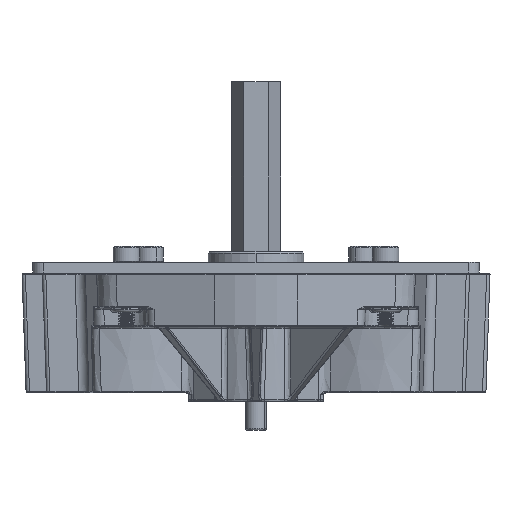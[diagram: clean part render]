
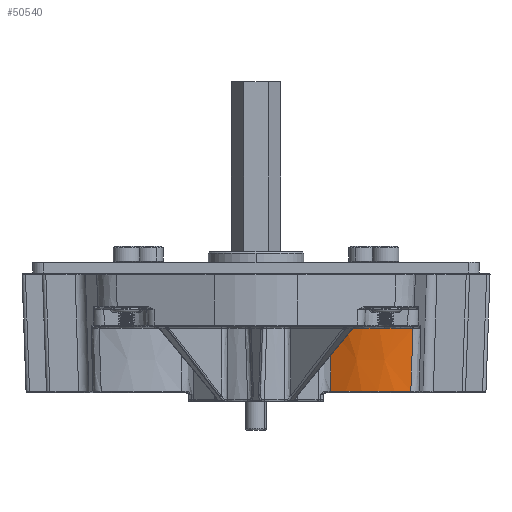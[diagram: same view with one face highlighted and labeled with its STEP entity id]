
A CAD part, front view. The second image highlights one B-rep face of the part: STEP entity #50540.
In plain terms, the highlighted conical face has half-angle 2 degrees and reference radius 34.76 mm.
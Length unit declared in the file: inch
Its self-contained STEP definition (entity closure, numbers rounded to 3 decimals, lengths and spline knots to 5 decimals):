
#1254 = CARTESIAN_POINT ( 'NONE',  ( 1.525, 1.10905, 0.0193 ) ) ;
#2164 = CARTESIAN_POINT ( 'NONE',  ( 1.82179, -0.2004, 0.0193 ) ) ;
#2445 = EDGE_CURVE ( 'NONE', #31816, #59995, #45250, .T. ) ;
#3054 = CARTESIAN_POINT ( 'NONE',  ( 1.525, 1.10905, 0.7587 ) ) ;
#3826 = VERTEX_POINT ( 'NONE', #34274 ) ;
#12439 = CARTESIAN_POINT ( 'NONE',  ( 0.8831, -0.09955, 0.7587 ) ) ;
#12722 = CARTESIAN_POINT ( 'NONE',  ( 1.83835, -0.21415, 0.5097 ) ) ;
#14100 = EDGE_CURVE ( 'NONE', #3826, #31816, #31024, .T. ) ;
#14437 = AXIS2_PLACEMENT_3D ( 'NONE', #1254, #18559, #28794 ) ;
#17001 = EDGE_CURVE ( 'NONE', #39430, #59995, #46929, .T. ) ;
#18559 = DIRECTION ( 'NONE',  ( 0., 0., -1. ) ) ;
#18806 = CARTESIAN_POINT ( 'NONE',  ( 0.8809, -0.07876, 0.26361 ) ) ;
#19250 = ORIENTED_EDGE ( 'NONE', *, *, #14100, .T. ) ;
#19532 = EDGE_CURVE ( 'NONE', #39430, #3826, #66906, .T. ) ;
#20206 = CARTESIAN_POINT ( 'NONE',  ( 1.525, 1.10905, 0.7587 ) ) ;
#25120 = CARTESIAN_POINT ( 'NONE',  ( 1.84675, -0.22107, 0.7587 ) ) ;
#28794 = DIRECTION ( 'NONE',  ( -1., 0., 0. ) ) ;
#30664 = CARTESIAN_POINT ( 'NONE',  ( 0.87987, -0.06847, 0.0193 ) ) ;
#31024 = CIRCLE ( 'NONE', #73229, 1.36848 ) ;
#31816 = VERTEX_POINT ( 'NONE', #67624 ) ;
#31913 = DIRECTION ( 'NONE',  ( -1., 0., 0. ) ) ;
#32915 = CARTESIAN_POINT ( 'NONE',  ( 1.82179, -0.2004, 0.0193 ) ) ;
#34274 = CARTESIAN_POINT ( 'NONE',  ( 1.84675, -0.22107, 0.7587 ) ) ;
#34291 = ORIENTED_EDGE ( 'NONE', *, *, #2445, .T. ) ;
#39430 = VERTEX_POINT ( 'NONE', #32915 ) ;
#40725 = CARTESIAN_POINT ( 'NONE',  ( 0.88198, -0.08912, 0.51007 ) ) ;
#41820 = CARTESIAN_POINT ( 'NONE',  ( 0.87987, -0.06847, 0.0193 ) ) ;
#43227 = DIRECTION ( 'NONE',  ( 0., 0., -1. ) ) ;
#45250 = B_SPLINE_CURVE_WITH_KNOTS ( 'NONE', 3,
 ( #12439, #40725, #18806, #41820 ),
 .UNSPECIFIED., .F., .F.,
 ( 4, 4 ),
 ( 0., 1. ),
 .UNSPECIFIED. ) ;
#46929 = CIRCLE ( 'NONE', #14437, 1.34266 ) ;
#47587 = ORIENTED_EDGE ( 'NONE', *, *, #19532, .T. ) ;
#50540 = ADVANCED_FACE ( 'NONE', ( #66400 ), #59615, .T. ) ;
#54007 = ORIENTED_EDGE ( 'NONE', *, *, #17001, .F. ) ;
#58333 = EDGE_LOOP ( 'NONE', ( #47587, #19250, #34291, #54007 ) ) ;
#59597 = DIRECTION ( 'NONE',  ( 1., 0., 0. ) ) ;
#59615 = CONICAL_SURFACE ( 'NONE', #72932, 1.36848, 0.035 ) ;
#59995 = VERTEX_POINT ( 'NONE', #30664 ) ;
#60696 = DIRECTION ( 'NONE',  ( 0., 0., 1. ) ) ;
#66400 = FACE_OUTER_BOUND ( 'NONE', #58333, .T. ) ;
#66906 = B_SPLINE_CURVE_WITH_KNOTS ( 'NONE', 3,
 ( #2164, #71576, #12722, #25120 ),
 .UNSPECIFIED., .F., .F.,
 ( 4, 4 ),
 ( 0., 1. ),
 .UNSPECIFIED. ) ;
#67624 = CARTESIAN_POINT ( 'NONE',  ( 0.8831, -0.09955, 0.7587 ) ) ;
#71576 = CARTESIAN_POINT ( 'NONE',  ( 1.83003, -0.20726, 0.26324 ) ) ;
#72932 = AXIS2_PLACEMENT_3D ( 'NONE', #3054, #60696, #59597 ) ;
#73229 = AXIS2_PLACEMENT_3D ( 'NONE', #20206, #43227, #31913 ) ;
